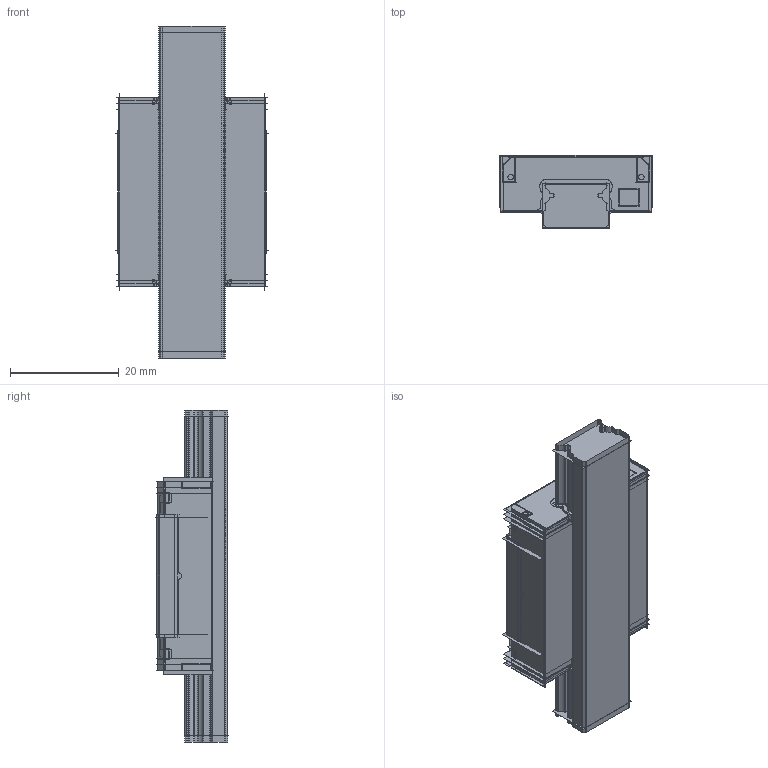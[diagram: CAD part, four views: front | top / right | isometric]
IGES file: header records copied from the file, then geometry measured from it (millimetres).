
Start section: --------------------------------------------------- ROBERT BOSCH GmbH, D-70442 Stuttgart Model-Name:      &model_name Drawing-Name:    &dwg_name Format:          DIN &format Alle Rechte bei ROBERT BOSCH GmbH, auch fuer den Fall von Schutzrechtsanmeldungen. Jede Verfuegungs- befugnis, wie Kopier- und Weitergabe, bei uns. THIS DRAWING IS THE EXCLUSIVE PROPERTY OF ROBERT BOSCH GMBH. WITHOUT THEIR CON
Global section: file name: mwe-012-sns-ns.igs; native system: Creo Parametric by PTC Inc.; preprocessor: 2023134; author: goe2sw; organization: Unknown; date: 20240711.145545; units: millimetre
Bounding box: 28.08 x 13.34 x 60.94 mm (x, y, z)
Volume: 10885.5 mm3; surface area: 46689.3 mm2
Topology: 7 solids, 7 shells, 2280 faces, 11654 edges, 14532 vertices
Faces by surface type: bspline 1334, revolution 946
